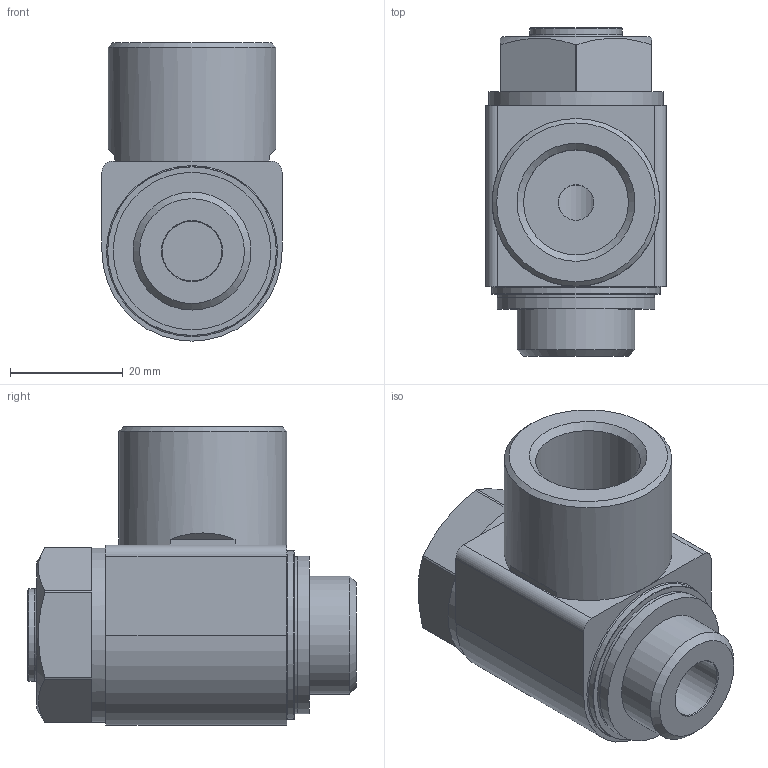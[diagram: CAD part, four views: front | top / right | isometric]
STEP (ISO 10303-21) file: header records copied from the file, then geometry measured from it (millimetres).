
FILE_DESCRIPTION(/* description */ ('STEP AP214'),/* implementation_level */ '2;1');
FILE_NAME(/* name */ '151179_GRLA-1_2-B',/* time_stamp */ '2024-08-23T10:15:13+02:00',/* author */ ('License CC BY-ND 4.0'),/* organization */ ('CADENAS'),/* preprocessor_version */ 'ST-DEVELOPER v19.3',/* originating_system */ 'PARTsolutions',/* authorisation */ ' ');
FILE_SCHEMA (('AUTOMOTIVE_DESIGN {1 0 10303 214 3 1 1}'));
Length unit declared in the file: millimetre
Products named in the file (1): 151179 GRLA-1/2-B
Bounding box: 32 x 58.4 x 53 mm (x, y, z)
Volume: 48878.2 mm3; surface area: 11854.3 mm2
Topology: 1 solids, 1 shells, 64 faces, 146 edges, 92 vertices
Faces by surface type: plane 35, cylinder 16, cone 8, torus 5
Full cylindrical faces by diameter (mm): 6.3 x1, 10.6 x1, 15.2 x1, 16.4 x1, 18.631 x1, 20.955 x1, 27.9 x1, 28 x1, 29.8 x1, 30 x1, 31 x1
Entity records: 1716 total; most frequent: CARTESIAN_POINT 335, DIRECTION 297, ORIENTED_EDGE 236, AXIS2_PLACEMENT_3D 125, EDGE_CURVE 118, EDGE_LOOP 96, FACE_BOUND 96, VERTEX_POINT 86
